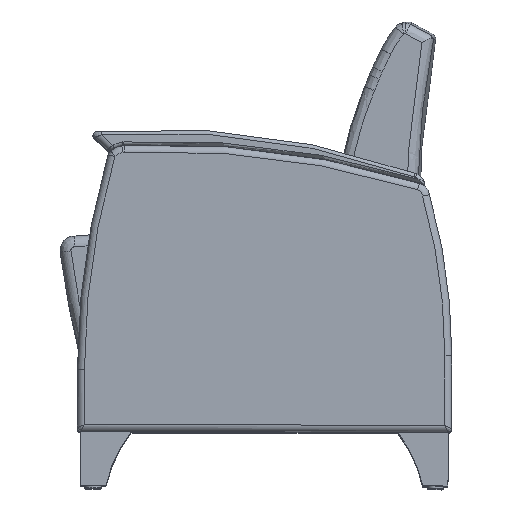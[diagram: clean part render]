
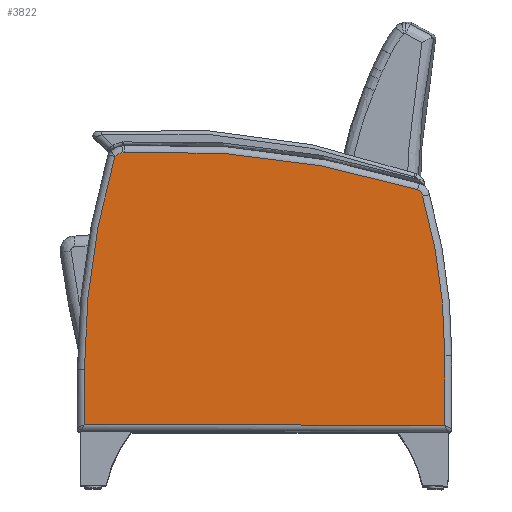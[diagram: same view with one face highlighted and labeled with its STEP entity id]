
A CAD part, top view. The second image highlights one B-rep face of the part: STEP entity #3822.
In plain terms, the highlighted planar face has unit normal (0, 0, 1).
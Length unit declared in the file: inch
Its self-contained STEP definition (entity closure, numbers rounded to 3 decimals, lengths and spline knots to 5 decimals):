
#224=PLANE('',#4266);
#314=LINE('',#10306,#434);
#315=LINE('',#10323,#435);
#317=LINE('',#10365,#437);
#434=VECTOR('',#5049,0.3937);
#435=VECTOR('',#5058,0.3937);
#437=VECTOR('',#5094,0.3937);
#705=CIRCLE('',#4232,0.01);
#709=CIRCLE('',#4238,53.60447);
#712=CIRCLE('',#4243,1.37874);
#715=CIRCLE('',#4247,0.51);
#718=CIRCLE('',#4251,59.51);
#720=CIRCLE('',#4254,0.51);
#722=CIRCLE('',#4258,40.34554);
#988=FACE_OUTER_BOUND('',#1252,.T.);
#1252=EDGE_LOOP('',(#3187,#3188,#3189,#3190,#3191,#3192,#3193,#3194,#3195,
#3196));
#1707=VERTEX_POINT('',#10137);
#1716=VERTEX_POINT('',#10249);
#1719=VERTEX_POINT('',#10278);
#1720=VERTEX_POINT('',#10279);
#1724=VERTEX_POINT('',#10310);
#1725=VERTEX_POINT('',#10326);
#1727=VERTEX_POINT('',#10332);
#1729=VERTEX_POINT('',#10338);
#1732=VERTEX_POINT('',#10346);
#1733=VERTEX_POINT('',#10363);
#2214=EDGE_CURVE('',#1719,#1720,#705,.T.);
#2218=EDGE_CURVE('',#1707,#1716,#314,.T.);
#2221=EDGE_CURVE('',#1724,#1719,#709,.T.);
#2222=EDGE_CURVE('',#1716,#1724,#315,.T.);
#2226=EDGE_CURVE('',#1720,#1725,#712,.T.);
#2229=EDGE_CURVE('',#1725,#1727,#715,.T.);
#2232=EDGE_CURVE('',#1727,#1729,#718,.T.);
#2234=EDGE_CURVE('',#1729,#1732,#720,.T.);
#2237=EDGE_CURVE('',#1733,#1707,#317,.T.);
#2238=EDGE_CURVE('',#1732,#1733,#722,.T.);
#3187=ORIENTED_EDGE('',*,*,#2218,.F.);
#3188=ORIENTED_EDGE('',*,*,#2237,.F.);
#3189=ORIENTED_EDGE('',*,*,#2238,.F.);
#3190=ORIENTED_EDGE('',*,*,#2234,.F.);
#3191=ORIENTED_EDGE('',*,*,#2232,.F.);
#3192=ORIENTED_EDGE('',*,*,#2229,.F.);
#3193=ORIENTED_EDGE('',*,*,#2226,.F.);
#3194=ORIENTED_EDGE('',*,*,#2214,.F.);
#3195=ORIENTED_EDGE('',*,*,#2221,.F.);
#3196=ORIENTED_EDGE('',*,*,#2222,.F.);
#3822=ADVANCED_FACE('',(#988),#224,.T.);
#4232=AXIS2_PLACEMENT_3D('',#10280,#5041,#5042);
#4238=AXIS2_PLACEMENT_3D('',#10321,#5054,#5055);
#4243=AXIS2_PLACEMENT_3D('',#10330,#5066,#5067);
#4247=AXIS2_PLACEMENT_3D('',#10336,#5074,#5075);
#4251=AXIS2_PLACEMENT_3D('',#10342,#5082,#5083);
#4254=AXIS2_PLACEMENT_3D('',#10347,#5088,#5089);
#4258=AXIS2_PLACEMENT_3D('',#10367,#5097,#5098);
#4266=AXIS2_PLACEMENT_3D('',#10381,#5116,#5117);
#5041=DIRECTION('center_axis',(0.,0.,-1.));
#5042=DIRECTION('ref_axis',(-0.844,0.537,0.));
#5049=DIRECTION('',(-1.,0.,0.));
#5054=DIRECTION('center_axis',(0.,0.,-1.));
#5055=DIRECTION('ref_axis',(-0.99,0.14,0.));
#5058=DIRECTION('',(0.,1.,0.));
#5066=DIRECTION('center_axis',(0.,0.,-1.));
#5067=DIRECTION('ref_axis',(-0.425,0.905,0.));
#5074=DIRECTION('center_axis',(0.,0.,-1.));
#5075=DIRECTION('ref_axis',(-0.128,0.992,0.));
#5082=DIRECTION('center_axis',(0.,0.,-1.));
#5083=DIRECTION('ref_axis',(0.124,0.992,0.));
#5088=DIRECTION('center_axis',(0.,0.,-1.));
#5089=DIRECTION('ref_axis',(0.761,0.649,0.));
#5094=DIRECTION('',(0.,-1.,0.));
#5097=DIRECTION('center_axis',(0.,0.,-1.));
#5098=DIRECTION('ref_axis',(0.99,0.139,0.));
#5116=DIRECTION('center_axis',(0.,0.,1.));
#5117=DIRECTION('ref_axis',(1.,0.,0.));
#10137=CARTESIAN_POINT('',(10.90024,1.87751,2.75));
#10249=CARTESIAN_POINT('',(-14.26196,1.87751,2.75));
#10278=CARTESIAN_POINT('',(-12.1622,20.60571,2.75));
#10279=CARTESIAN_POINT('',(-12.15843,20.61408,2.75));
#10280=CARTESIAN_POINT('Origin',(-12.15221,20.60625,2.75));
#10306=CARTESIAN_POINT('',(5.3351,1.87751,2.75));
#10310=CARTESIAN_POINT('',(-14.26196,5.72415,2.75));
#10321=CARTESIAN_POINT('Origin',(39.34251,5.74957,2.75));
#10323=CARTESIAN_POINT('',(-14.26196,5.41302,2.75));
#10326=CARTESIAN_POINT('',(-11.58595,20.88307,2.75));
#10330=CARTESIAN_POINT('Origin',(-11.3015,19.534,2.75));
#10332=CARTESIAN_POINT('',(-11.50601,20.89342,2.75));
#10336=CARTESIAN_POINT('Origin',(-11.48073,20.38404,2.75));
#10338=CARTESIAN_POINT('',(8.96825,18.32805,2.75));
#10342=CARTESIAN_POINT('Origin',(-8.55543,-38.54339,2.75));
#10346=CARTESIAN_POINT('',(9.32631,17.88314,2.75));
#10347=CARTESIAN_POINT('Origin',(8.81808,17.84066,2.75));
#10363=CARTESIAN_POINT('',(10.90024,6.72403,2.75));
#10365=CARTESIAN_POINT('',(10.90024,8.58129,2.75));
#10367=CARTESIAN_POINT('Origin',(-29.4453,6.72403,2.75));
#10381=CARTESIAN_POINT('Origin',(-1.61059,10.43854,2.75));
